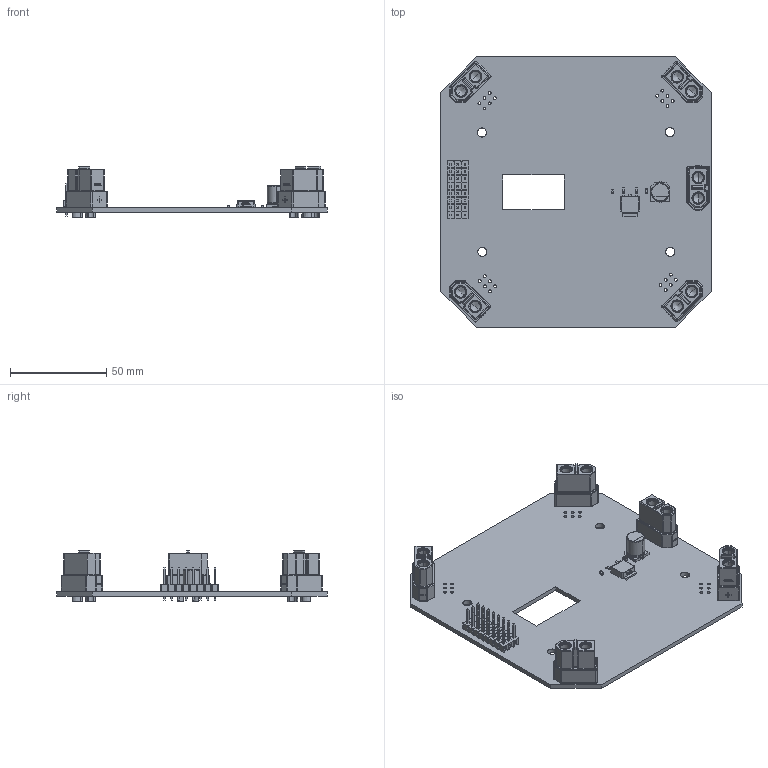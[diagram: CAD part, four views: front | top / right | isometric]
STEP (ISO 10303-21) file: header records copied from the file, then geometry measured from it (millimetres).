
FILE_DESCRIPTION(('FreeCAD Model'),'2;1');
FILE_NAME('Open CASCADE Shape Model','2025-04-25T12:49:42',('FreeCAD'),( 'FreeCAD'),'Open CASCADE STEP processor 7.6','FreeCAD','Unknown');
FILE_SCHEMA(('AUTOMOTIVE_DESIGN { 1 0 10303 214 1 1 1 1 }'));
Products named in the file (1): Open CASCADE STEP translator 7.6 1
Bounding box: 140.57 x 140.57 x 26.64 mm (x, y, z)
Volume: 61473 mm3; surface area: 56982.6 mm2
Topology: 34 solids, 34 shells, 6482 faces, 16972 edges, 10977 vertices
Faces by surface type: bspline 6482
Entity records: 209642 total; most frequent: CARTESIAN_POINT 106305, ORIENTED_EDGE 33752, EDGE_CURVE 16876, B_SPLINE_CURVE_WITH_KNOTS 15364, VERTEX_POINT 10977, FACE_BOUND 7123, EDGE_LOOP 7123, ADVANCED_FACE 6482
